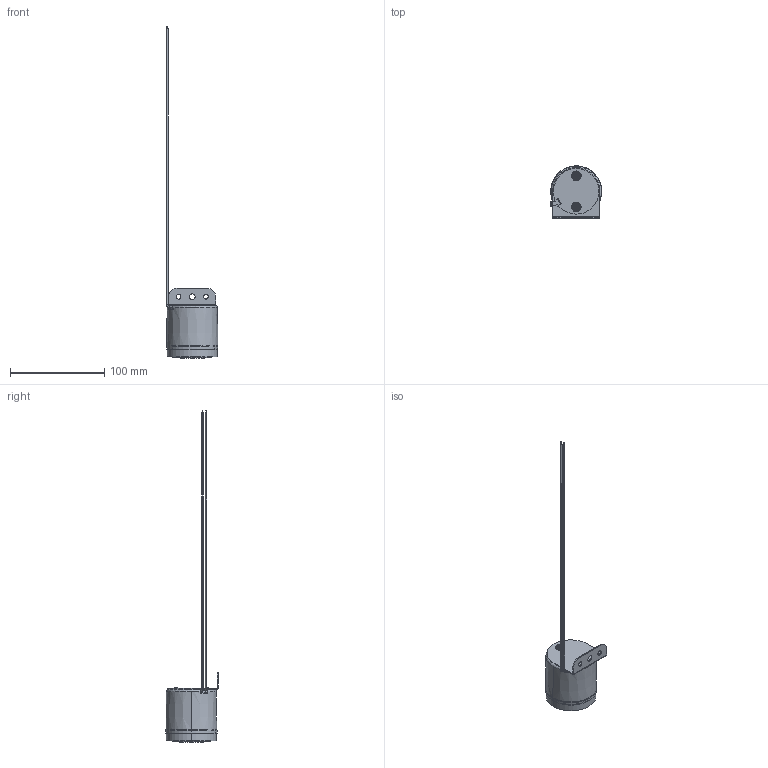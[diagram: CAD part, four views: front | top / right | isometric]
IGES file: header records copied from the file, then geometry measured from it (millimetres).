
Global section: file name: No Iges File Name specified; native system: AutoDesk Inventor R12.0; preprocessor: AutoDesk Inventor Iges Exporter R12.0; date: 20090219.165129; units: millimetre
Bounding box: 55.02 x 55.83 x 353.03 mm (x, y, z)
Volume: 42086.8 mm3; surface area: 46059.7 mm2
Topology: 6 solids, 6 shells, 310 faces, 816 edges, 516 vertices
Faces by surface type: plane 83, cylinder 65, revolution 44, bspline 41, torus 37, cone 26, sphere 14
